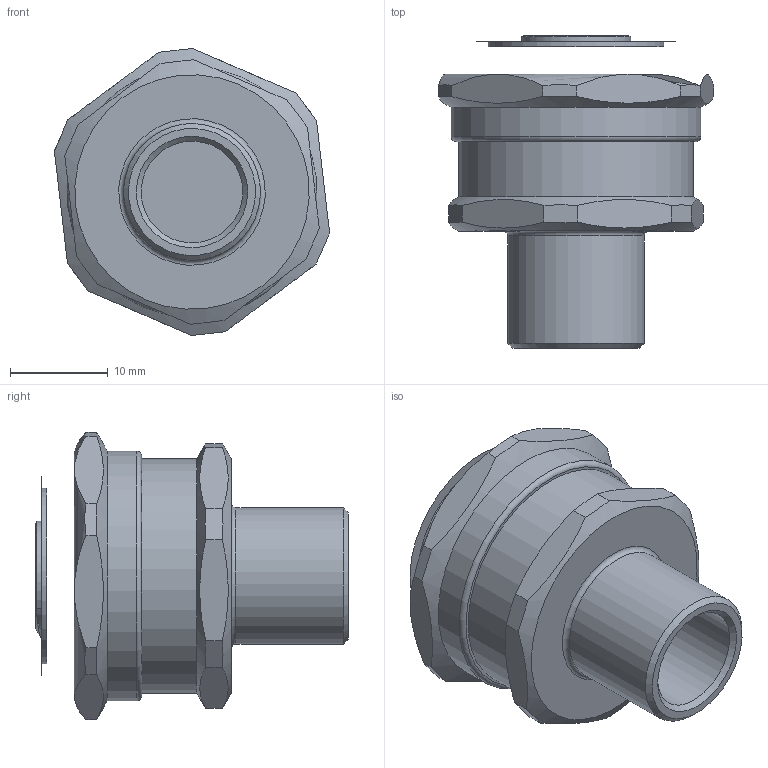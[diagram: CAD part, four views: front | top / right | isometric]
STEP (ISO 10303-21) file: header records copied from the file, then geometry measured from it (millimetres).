
FILE_DESCRIPTION(/* description */ (''),/* implementation_level */ '2;1');
FILE_NAME(/* name */ '',/* time_stamp */ '2025-06-27T10:22:04+07:00',/* author */ ('zeta-72'),/* organization */ (''),/* preprocessor_version */ 'ST-DEVELOPER v19.2',/* originating_system */ 'Autodesk Inventor 2024',/* authorisation */ '');
FILE_SCHEMA (('AUTOMOTIVE_DESIGN { 1 0 10303 214 3 1 1 }'));
Length unit declared in the file: millimetre
Products named in the file (1): Сборка МВВ-М1
2-МР12_Упростить_1
Bounding box: 28.16 x 32 x 29.38 mm (x, y, z)
Volume: 10396.8 mm3; surface area: 3629.4 mm2
Topology: 1 solids, 1 shells, 53 faces, 131 edges, 86 vertices
Faces by surface type: plane 32, cylinder 9, cone 7, torus 3, bspline 2
Full cylindrical faces by diameter (mm): 9.6 x1, 10.4 x1, 14 x1, 18 x1, 24 x1, 25.6 x1
Entity records: 1790 total; most frequent: CARTESIAN_POINT 552, ORIENTED_EDGE 262, DIRECTION 208, EDGE_CURVE 131, VERTEX_POINT 86, AXIS2_PLACEMENT_3D 85, EDGE_LOOP 59, FACE_OUTER_BOUND 53
